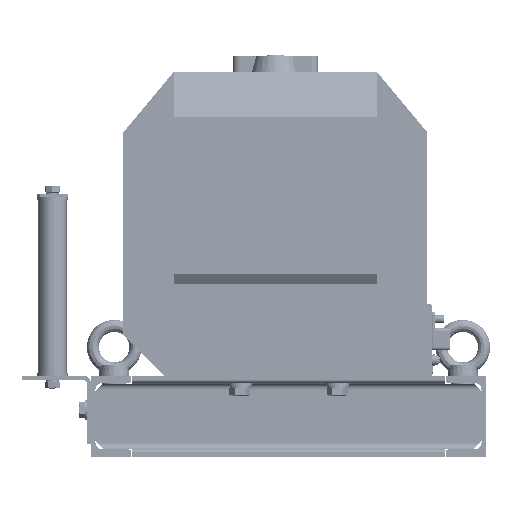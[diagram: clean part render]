
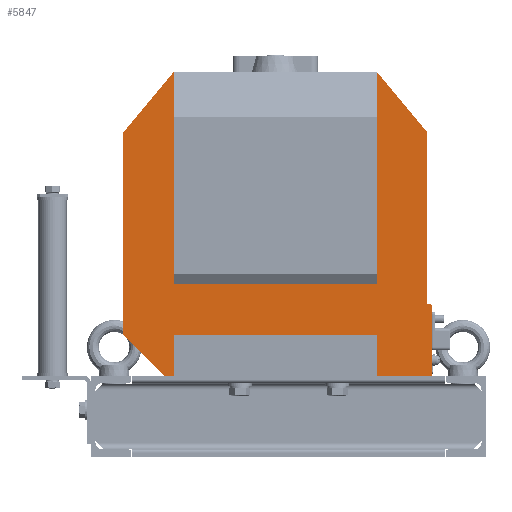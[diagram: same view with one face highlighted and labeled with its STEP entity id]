
A CAD part, front view. The second image highlights one B-rep face of the part: STEP entity #5847.
In plain terms, the highlighted planar face has unit normal (0, -1, 0).
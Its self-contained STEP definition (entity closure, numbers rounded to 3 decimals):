
#5847=ADVANCED_FACE('',(#23534),#23536,.T.);
#23534=FACE_BOUND('',#23535,.T.);
#23535=EDGE_LOOP('',(#31406,#31407,#31408,#31409,#31410,#31411,#31412,#31413,#31414,
#31415,#31416,#31417,#31418,#31419,#31420));
#23536=PLANE('',#23537);
#23537=AXIS2_PLACEMENT_3D('',#23538,#23539,#23540);
#23538=CARTESIAN_POINT('',(150.,-70.,150.));
#23539=DIRECTION('',(0.,-1.,0.));
#23540=DIRECTION('',(-1.,0.,0.));
#31406=ORIENTED_EDGE('',*,*,#36734,.T.);
#31407=ORIENTED_EDGE('',*,*,#36735,.T.);
#31408=ORIENTED_EDGE('',*,*,#36736,.F.);
#31409=ORIENTED_EDGE('',*,*,#36737,.F.);
#31410=ORIENTED_EDGE('',*,*,#36738,.T.);
#31411=ORIENTED_EDGE('',*,*,#36739,.T.);
#31412=ORIENTED_EDGE('',*,*,#36740,.T.);
#31413=ORIENTED_EDGE('',*,*,#36741,.F.);
#31414=ORIENTED_EDGE('',*,*,#36742,.F.);
#31415=ORIENTED_EDGE('',*,*,#36743,.T.);
#31416=ORIENTED_EDGE('',*,*,#36744,.T.);
#31417=ORIENTED_EDGE('',*,*,#36745,.F.);
#31418=ORIENTED_EDGE('',*,*,#36746,.T.);
#31419=ORIENTED_EDGE('',*,*,#36717,.T.);
#31420=ORIENTED_EDGE('',*,*,#36704,.F.);
#36704=EDGE_CURVE('',#39457,#39453,#39459,.T.);
#36717=EDGE_CURVE('',#39480,#39453,#39481,.T.);
#36734=EDGE_CURVE('',#39457,#39510,#39512,.F.);
#36735=EDGE_CURVE('',#39510,#39513,#39514,.T.);
#36736=EDGE_CURVE('',#39515,#39513,#39516,.T.);
#36737=EDGE_CURVE('',#39517,#39515,#39518,.T.);
#36738=EDGE_CURVE('',#39517,#39519,#39520,.F.);
#36739=EDGE_CURVE('',#39519,#39521,#39522,.T.);
#36740=EDGE_CURVE('',#39521,#39523,#39524,.F.);
#36741=EDGE_CURVE('',#39525,#39523,#39526,.T.);
#36742=EDGE_CURVE('',#39527,#39525,#39528,.T.);
#36743=EDGE_CURVE('',#39527,#39529,#39530,.T.);
#36744=EDGE_CURVE('',#39529,#39531,#39532,.T.);
#36745=EDGE_CURVE('',#39533,#39531,#39534,.T.);
#36746=EDGE_CURVE('',#39533,#39480,#39535,.T.);
#39453=VERTEX_POINT('',#45697);
#39457=VERTEX_POINT('',#45705);
#39459=LINE('',#45709,#45710);
#39480=VERTEX_POINT('',#45756);
#39481=LINE('',#45757,#45758);
#39510=VERTEX_POINT('',#45818);
#39512=LINE('',#45822,#45823);
#39513=VERTEX_POINT('',#45825);
#39514=LINE('',#45826,#45827);
#39515=VERTEX_POINT('',#45829);
#39516=LINE('',#45830,#45831);
#39517=VERTEX_POINT('',#45833);
#39518=LINE('',#45834,#45835);
#39519=VERTEX_POINT('',#45837);
#39520=LINE('',#45838,#45839);
#39521=VERTEX_POINT('',#45841);
#39522=LINE('',#45842,#45843);
#39523=VERTEX_POINT('',#45845);
#39524=LINE('',#45846,#45847);
#39525=VERTEX_POINT('',#45849);
#39526=LINE('',#45850,#45851);
#39527=VERTEX_POINT('',#45853);
#39528=LINE('',#45854,#45855);
#39529=VERTEX_POINT('',#45857);
#39530=LINE('',#45858,#45859);
#39531=VERTEX_POINT('',#45861);
#39532=LINE('',#45862,#45863);
#39533=VERTEX_POINT('',#45865);
#39534=LINE('',#45866,#45867);
#39535=LINE('',#45869,#45870);
#45697=CARTESIAN_POINT('',(150.,-70.,-79.));
#45705=CARTESIAN_POINT('',(150.,-70.,90.));
#45709=CARTESIAN_POINT('',(150.,-70.,90.));
#45710=VECTOR('',#45711,1.);
#45711=DIRECTION('',(0.,0.,-1.));
#45756=CARTESIAN_POINT('',(155.,-70.,-80.34));
#45757=CARTESIAN_POINT('',(155.,-70.,-80.34));
#45758=VECTOR('',#45759,1.);
#45759=DIRECTION('',(-0.966,0.,0.259));
#45818=CARTESIAN_POINT('',(100.,-70.,150.));
#45822=CARTESIAN_POINT('',(100.,-70.,150.));
#45823=VECTOR('',#45824,1.);
#45824=DIRECTION('',(0.64,0.,-0.768));
#45825=CARTESIAN_POINT('',(100.,-70.,-59.378));
#45826=CARTESIAN_POINT('',(100.,-70.,150.));
#45827=VECTOR('',#45828,1.);
#45828=DIRECTION('',(0.,0.,-1.));
#45829=CARTESIAN_POINT('',(-100.,-70.,-59.378));
#45830=CARTESIAN_POINT('',(-100.,-70.,-59.378));
#45831=VECTOR('',#45832,1.);
#45832=DIRECTION('',(1.,0.,0.));
#45833=CARTESIAN_POINT('',(-100.,-70.,150.));
#45834=CARTESIAN_POINT('',(-100.,-70.,150.));
#45835=VECTOR('',#45836,1.);
#45836=DIRECTION('',(0.,0.,-1.));
#45837=CARTESIAN_POINT('',(-150.,-70.,90.));
#45838=CARTESIAN_POINT('',(-150.,-70.,90.));
#45839=VECTOR('',#45840,1.);
#45840=DIRECTION('',(0.64,0.,0.768));
#45841=CARTESIAN_POINT('',(-150.,-70.,-110.));
#45842=CARTESIAN_POINT('',(-150.,-70.,90.));
#45843=VECTOR('',#45844,1.);
#45844=DIRECTION('',(0.,0.,-1.));
#45845=CARTESIAN_POINT('',(-110.,-70.,-150.));
#45846=CARTESIAN_POINT('',(-110.,-70.,-150.));
#45847=VECTOR('',#45848,1.);
#45848=DIRECTION('',(-0.707,0.,0.707));
#45849=CARTESIAN_POINT('',(-100.,-70.,-150.));
#45850=CARTESIAN_POINT('',(-100.,-70.,-150.));
#45851=VECTOR('',#45852,1.);
#45852=DIRECTION('',(-1.,0.,0.));
#45853=CARTESIAN_POINT('',(-100.,-70.,-110.));
#45854=CARTESIAN_POINT('',(-100.,-70.,-110.));
#45855=VECTOR('',#45856,1.);
#45856=DIRECTION('',(0.,0.,-1.));
#45857=CARTESIAN_POINT('',(100.,-70.,-110.));
#45858=CARTESIAN_POINT('',(-100.,-70.,-110.));
#45859=VECTOR('',#45860,1.);
#45860=DIRECTION('',(1.,0.,0.));
#45861=CARTESIAN_POINT('',(100.,-70.,-150.));
#45862=CARTESIAN_POINT('',(100.,-70.,-110.));
#45863=VECTOR('',#45864,1.);
#45864=DIRECTION('',(0.,0.,-1.));
#45865=CARTESIAN_POINT('',(155.,-70.,-150.));
#45866=CARTESIAN_POINT('',(155.,-70.,-150.));
#45867=VECTOR('',#45868,1.);
#45868=DIRECTION('',(-1.,0.,0.));
#45869=CARTESIAN_POINT('',(155.,-70.,-150.));
#45870=VECTOR('',#45871,1.);
#45871=DIRECTION('',(0.,0.,1.));
